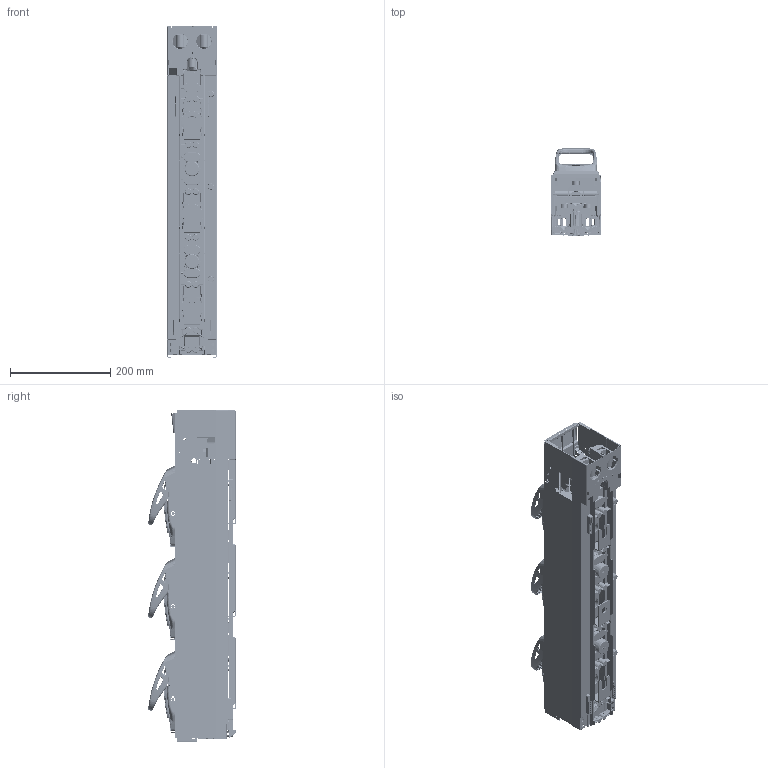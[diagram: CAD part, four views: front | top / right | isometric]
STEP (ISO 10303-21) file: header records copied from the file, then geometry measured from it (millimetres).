
FILE_DESCRIPTION((''),'2;1');
FILE_NAME('ZLBM1-1P-V_SIMPLE','2021-08-04T11:59:10',('FIKASAV3'),(''),'CREO PARAMETRIC BY PTC INC, 2020184','CREO PARAMETRIC BY PTC INC, 2020184','');
FILE_SCHEMA(('AUTOMOTIVE_DESIGN { 1 0 10303 214 1 1 1 1 }'));
Products named in the file (1): ZLBM1-1P-V_SIMPLE
Bounding box: 99 x 174.79 x 662.24 mm (x, y, z)
Volume: 4391648.7 mm3; surface area: 1124385.1 mm2
Topology: 1 solids, 806 shells, 4391 faces, 34317 edges, 30288 vertices
Faces by surface type: plane 2538, cylinder 849, bspline 530, torus 234, cone 189, sphere 26, extrusion 25
Entity records: 548463 total; most frequent: CARTESIAN_POINT 292881, ORIENTED_EDGE 39711, DIRECTION 36408, EDGE_CURVE 34289, VERTEX_POINT 30288, VECTOR 18307, LINE 18282, B_SPLINE_CURVE_WITH_KNOTS 10830
